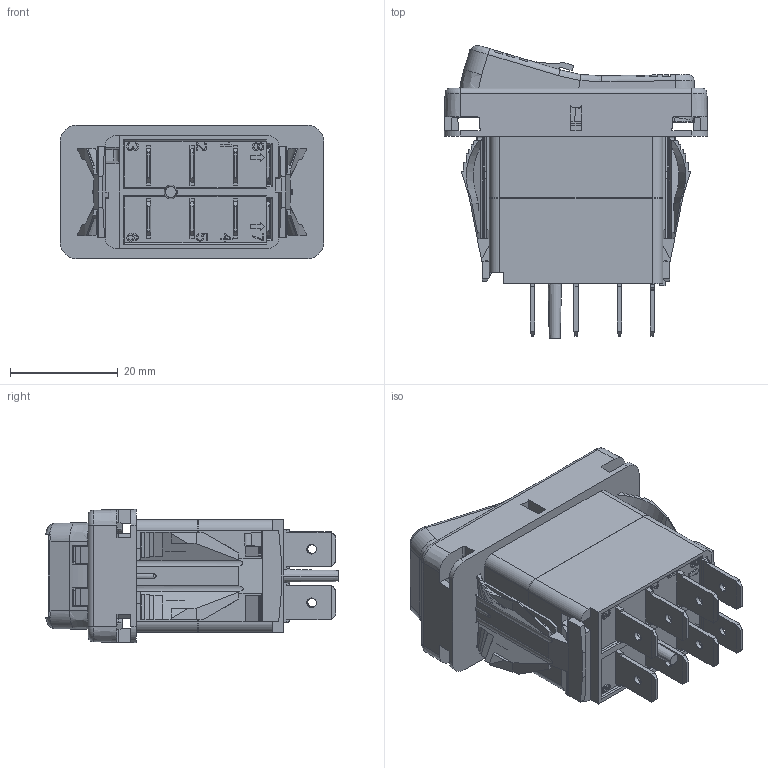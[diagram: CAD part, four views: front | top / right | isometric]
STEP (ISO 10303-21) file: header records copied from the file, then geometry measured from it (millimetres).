
FILE_DESCRIPTION((''),'2;1');
FILE_NAME('VDD1HW61-1KV00-0_SW0001','2011-09-22T',('leads.cao'),(''),'PRO/ENGINEER BY PARAMETRIC TECHNOLOGY CORPORATION, 2010280','PRO/ENGINEER BY PARAMETRIC TECHNOLOGY CORPORATION, 2010280','');
FILE_SCHEMA(('CONFIG_CONTROL_DESIGN'));
Products named in the file (1): VDD1HW61-1KV00-0_SW0001
Bounding box: 48.82 x 54.34 x 24.69 mm (x, y, z)
Volume: 15145.8 mm3; surface area: 20382.2 mm2
Topology: 1 solids, 1 shells, 2112 faces, 5855 edges, 3732 vertices
Faces by surface type: plane 1672, cylinder 269, cone 122, bspline 25, torus 16, extrusion 8
Entity records: 68948 total; most frequent: CARTESIAN_POINT 15963, ORIENTED_EDGE 11706, DIRECTION 9961, EDGE_CURVE 5853, VECTOR 4553, LINE 4545, VERTEX_POINT 3732, AXIS2_PLACEMENT_3D 2704
